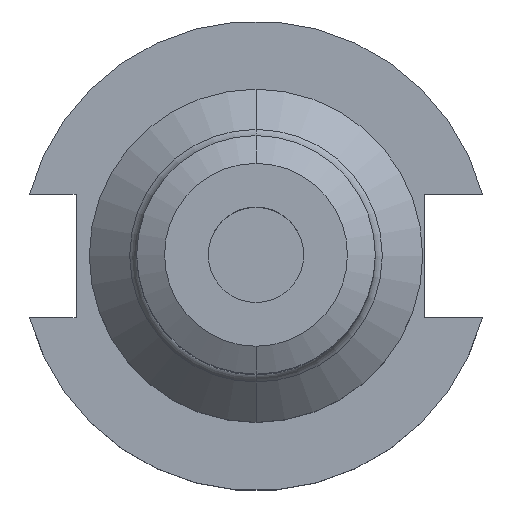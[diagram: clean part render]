
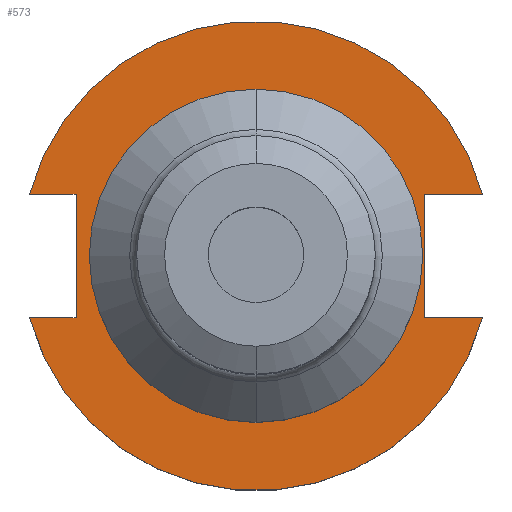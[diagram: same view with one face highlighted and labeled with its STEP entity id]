
A CAD part, top view. The second image highlights one B-rep face of the part: STEP entity #573.
In plain terms, the highlighted planar face has unit normal (0, 0, 1).
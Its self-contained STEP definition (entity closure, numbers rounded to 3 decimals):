
#16 = DIRECTION ( 'NONE',  ( 1., 0., 0. ) ) ;
#21 = AXIS2_PLACEMENT_3D ( 'NONE', #843, #1925, #1006 ) ;
#29 = EDGE_CURVE ( 'NONE', #1712, #1414, #1724, .T. ) ;
#38 = FACE_BOUND ( 'NONE', #1912, .T. ) ;
#71 = ORIENTED_EDGE ( 'NONE', *, *, #730, .F. ) ;
#76 = CARTESIAN_POINT ( 'NONE',  ( 0., 0., 19.05 ) ) ;
#95 = VECTOR ( 'NONE', #190, 1000. ) ;
#96 = CARTESIAN_POINT ( 'NONE',  ( 47.477, 12.954, 19.05 ) ) ;
#129 = CARTESIAN_POINT ( 'NONE',  ( 35.306, 12.954, 19.05 ) ) ;
#151 = LINE ( 'NONE', #490, #95 ) ;
#158 = CARTESIAN_POINT ( 'NONE',  ( -37.719, 12.954, 19.05 ) ) ;
#164 = LINE ( 'NONE', #197, #515 ) ;
#178 = CARTESIAN_POINT ( 'NONE',  ( -37.719, -12.954, 19.05 ) ) ;
#186 = VERTEX_POINT ( 'NONE', #178 ) ;
#190 = DIRECTION ( 'NONE',  ( 0., -1., 0. ) ) ;
#195 = EDGE_CURVE ( 'NONE', #186, #1583, #1854, .T. ) ;
#197 = CARTESIAN_POINT ( 'NONE',  ( -63.719, 12.954, 19.05 ) ) ;
#218 = VECTOR ( 'NONE', #472, 1000. ) ;
#221 = CARTESIAN_POINT ( 'NONE',  ( -34.925, 0., 19.05 ) ) ;
#230 = DIRECTION ( 'NONE',  ( 1., 0., 0. ) ) ;
#243 = DIRECTION ( 'NONE',  ( 0., 0., 1. ) ) ;
#247 = ORIENTED_EDGE ( 'NONE', *, *, #785, .F. ) ;
#256 = DIRECTION ( 'NONE',  ( 0., 0., 1. ) ) ;
#269 = VERTEX_POINT ( 'NONE', #580 ) ;
#354 = VERTEX_POINT ( 'NONE', #96 ) ;
#367 = CARTESIAN_POINT ( 'NONE',  ( 35.306, -12.954, 19.05 ) ) ;
#388 = DIRECTION ( 'NONE',  ( 1., 0., 0. ) ) ;
#428 = ORIENTED_EDGE ( 'NONE', *, *, #1214, .F. ) ;
#472 = DIRECTION ( 'NONE',  ( 0., 1., 0. ) ) ;
#490 = CARTESIAN_POINT ( 'NONE',  ( 35.306, 12.954, 19.05 ) ) ;
#515 = VECTOR ( 'NONE', #1580, 1000. ) ;
#525 = ORIENTED_EDGE ( 'NONE', *, *, #1459, .F. ) ;
#532 = LINE ( 'NONE', #1665, #1300 ) ;
#573 = ADVANCED_FACE ( 'NONE', ( #38, #790 ), #1151, .T. ) ;
#574 = VERTEX_POINT ( 'NONE', #1948 ) ;
#580 = CARTESIAN_POINT ( 'NONE',  ( 34.925, 0., 19.05 ) ) ;
#591 = DIRECTION ( 'NONE',  ( 1., 0., 0. ) ) ;
#601 = LINE ( 'NONE', #666, #853 ) ;
#657 = ORIENTED_EDGE ( 'NONE', *, *, #29, .T. ) ;
#666 = CARTESIAN_POINT ( 'NONE',  ( 35.306, -12.954, 19.05 ) ) ;
#730 = EDGE_CURVE ( 'NONE', #879, #1414, #601, .T. ) ;
#778 = CARTESIAN_POINT ( 'NONE',  ( 47.477, -12.954, 19.05 ) ) ;
#785 = EDGE_CURVE ( 'NONE', #1583, #574, #164, .T. ) ;
#790 = FACE_OUTER_BOUND ( 'NONE', #1230, .T. ) ;
#843 = CARTESIAN_POINT ( 'NONE',  ( 0., 0., 19.05 ) ) ;
#850 = CARTESIAN_POINT ( 'NONE',  ( 0., 0., 19.05 ) ) ;
#853 = VECTOR ( 'NONE', #1743, 1000. ) ;
#861 = ORIENTED_EDGE ( 'NONE', *, *, #195, .F. ) ;
#869 = DIRECTION ( 'NONE',  ( 1., 0., 0. ) ) ;
#876 = VERTEX_POINT ( 'NONE', #221 ) ;
#879 = VERTEX_POINT ( 'NONE', #367 ) ;
#906 = EDGE_CURVE ( 'NONE', #354, #1847, #1643, .T. ) ;
#924 = DIRECTION ( 'NONE',  ( 0., 0., 1. ) ) ;
#1006 = DIRECTION ( 'NONE',  ( 1., 0., 0. ) ) ;
#1048 = CIRCLE ( 'NONE', #21, 34.925 ) ;
#1116 = ORIENTED_EDGE ( 'NONE', *, *, #1903, .F. ) ;
#1118 = ORIENTED_EDGE ( 'NONE', *, *, #1835, .T. ) ;
#1137 = DIRECTION ( 'NONE',  ( 0., 0., 1. ) ) ;
#1151 = PLANE ( 'NONE',  #1213 ) ;
#1160 = ORIENTED_EDGE ( 'NONE', *, *, #1284, .F. ) ;
#1195 = DIRECTION ( 'NONE',  ( -1., 0., 0. ) ) ;
#1213 = AXIS2_PLACEMENT_3D ( 'NONE', #1802, #243, #388 ) ;
#1214 = EDGE_CURVE ( 'NONE', #1712, #186, #532, .T. ) ;
#1230 = EDGE_LOOP ( 'NONE', ( #657, #71, #525, #1761, #1118, #247, #861, #428 ) ) ;
#1237 = VECTOR ( 'NONE', #1195, 1000. ) ;
#1246 = AXIS2_PLACEMENT_3D ( 'NONE', #850, #256, #869 ) ;
#1274 = AXIS2_PLACEMENT_3D ( 'NONE', #76, #1137, #230 ) ;
#1284 = EDGE_CURVE ( 'NONE', #876, #269, #1710, .T. ) ;
#1300 = VECTOR ( 'NONE', #591, 1000. ) ;
#1308 = CARTESIAN_POINT ( 'NONE',  ( -37.719, 12.954, 19.05 ) ) ;
#1337 = CARTESIAN_POINT ( 'NONE',  ( -47.477, -12.954, 19.05 ) ) ;
#1414 = VERTEX_POINT ( 'NONE', #778 ) ;
#1420 = AXIS2_PLACEMENT_3D ( 'NONE', #1845, #924, #16 ) ;
#1459 = EDGE_CURVE ( 'NONE', #1847, #879, #151, .T. ) ;
#1580 = DIRECTION ( 'NONE',  ( -1., 0., 0. ) ) ;
#1583 = VERTEX_POINT ( 'NONE', #1308 ) ;
#1643 = LINE ( 'NONE', #129, #1237 ) ;
#1665 = CARTESIAN_POINT ( 'NONE',  ( -63.719, -12.954, 19.05 ) ) ;
#1710 = CIRCLE ( 'NONE', #1420, 34.925 ) ;
#1712 = VERTEX_POINT ( 'NONE', #1337 ) ;
#1724 = CIRCLE ( 'NONE', #1246, 49.212 ) ;
#1743 = DIRECTION ( 'NONE',  ( 1., 0., 0. ) ) ;
#1761 = ORIENTED_EDGE ( 'NONE', *, *, #906, .F. ) ;
#1802 = CARTESIAN_POINT ( 'NONE',  ( 0., 49.212, 19.05 ) ) ;
#1835 = EDGE_CURVE ( 'NONE', #354, #574, #1958, .T. ) ;
#1845 = CARTESIAN_POINT ( 'NONE',  ( 0., 0., 19.05 ) ) ;
#1847 = VERTEX_POINT ( 'NONE', #1913 ) ;
#1854 = LINE ( 'NONE', #158, #218 ) ;
#1903 = EDGE_CURVE ( 'NONE', #269, #876, #1048, .T. ) ;
#1912 = EDGE_LOOP ( 'NONE', ( #1116, #1160 ) ) ;
#1913 = CARTESIAN_POINT ( 'NONE',  ( 35.306, 12.954, 19.05 ) ) ;
#1925 = DIRECTION ( 'NONE',  ( 0., 0., 1. ) ) ;
#1948 = CARTESIAN_POINT ( 'NONE',  ( -47.477, 12.954, 19.05 ) ) ;
#1958 = CIRCLE ( 'NONE', #1274, 49.212 ) ;
